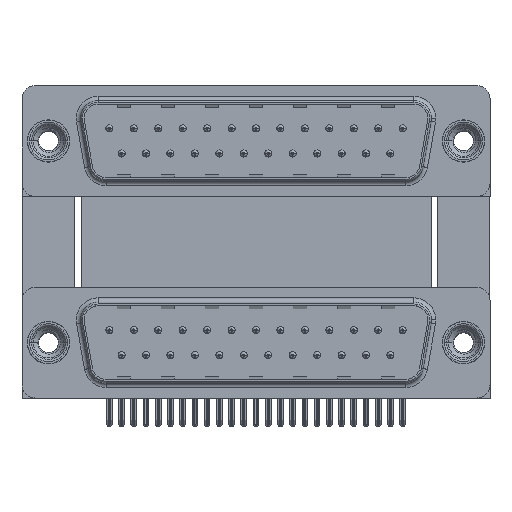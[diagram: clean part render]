
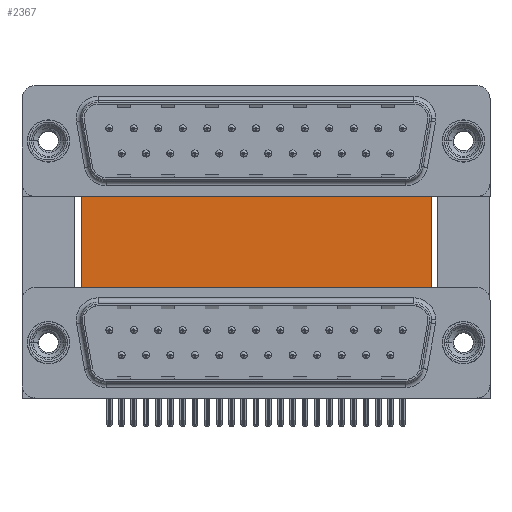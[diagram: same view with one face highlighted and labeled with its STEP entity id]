
A CAD part, top view. The second image highlights one B-rep face of the part: STEP entity #2367.
In plain terms, the highlighted planar face has unit normal (0, 0, 1).
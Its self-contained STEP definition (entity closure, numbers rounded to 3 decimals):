
#286 = CARTESIAN_POINT ( 'NONE',  ( 3.79, 16.585, -12. ) ) ;
#2284 = DIRECTION ( 'NONE',  ( 1., 0., 0. ) ) ;
#2367 = ADVANCED_FACE ( 'NONE', ( #7549 ), #4718, .F. ) ;
#3301 = DIRECTION ( 'NONE',  ( 1., 0., 0. ) ) ;
#4359 = VECTOR ( 'NONE', #11852, 1000. ) ;
#4502 = DIRECTION ( 'NONE',  ( 0., 0., -1. ) ) ;
#4589 = EDGE_LOOP ( 'NONE', ( #21100, #7417, #23124, #41201 ) ) ;
#4718 = PLANE ( 'NONE',  #28943 ) ;
#5309 = EDGE_CURVE ( 'NONE', #34431, #38447, #6220, .T. ) ;
#6220 = LINE ( 'NONE', #26130, #30710 ) ;
#6758 = CARTESIAN_POINT ( 'NONE',  ( 3.79, -3.735, -12. ) ) ;
#7417 = ORIENTED_EDGE ( 'NONE', *, *, #5309, .F. ) ;
#7549 = FACE_OUTER_BOUND ( 'NONE', #4589, .T. ) ;
#10629 = LINE ( 'NONE', #41500, #4359 ) ;
#11852 = DIRECTION ( 'NONE',  ( 0., -1., 0. ) ) ;
#14231 = DIRECTION ( 'NONE',  ( -1., 0., 0. ) ) ;
#15106 = EDGE_CURVE ( 'NONE', #38999, #34431, #29536, .T. ) ;
#18334 = CARTESIAN_POINT ( 'NONE',  ( 43.43, -3.735, -12. ) ) ;
#18757 = CARTESIAN_POINT ( 'NONE',  ( 3.79, 16.585, -12. ) ) ;
#20398 = EDGE_CURVE ( 'NONE', #41732, #38447, #39634, .T. ) ;
#21100 = ORIENTED_EDGE ( 'NONE', *, *, #20398, .T. ) ;
#23124 = ORIENTED_EDGE ( 'NONE', *, *, #15106, .F. ) ;
#23289 = EDGE_CURVE ( 'NONE', #38999, #41732, #10629, .T. ) ;
#26130 = CARTESIAN_POINT ( 'NONE',  ( 43.43, 16.585, -12. ) ) ;
#27339 = VECTOR ( 'NONE', #2284, 1000. ) ;
#28943 = AXIS2_PLACEMENT_3D ( 'NONE', #40409, #4502, #14231 ) ;
#29536 = LINE ( 'NONE', #18757, #27339 ) ;
#30226 = DIRECTION ( 'NONE',  ( 0., -1., 0. ) ) ;
#30710 = VECTOR ( 'NONE', #30226, 1000. ) ;
#32296 = CARTESIAN_POINT ( 'NONE',  ( 43.43, 16.585, -12. ) ) ;
#34431 = VERTEX_POINT ( 'NONE', #32296 ) ;
#38188 = VECTOR ( 'NONE', #3301, 1000. ) ;
#38447 = VERTEX_POINT ( 'NONE', #18334 ) ;
#38999 = VERTEX_POINT ( 'NONE', #286 ) ;
#39634 = LINE ( 'NONE', #6758, #38188 ) ;
#39743 = CARTESIAN_POINT ( 'NONE',  ( 3.79, -3.735, -12. ) ) ;
#40409 = CARTESIAN_POINT ( 'NONE',  ( 3.79, 16.585, -12. ) ) ;
#41201 = ORIENTED_EDGE ( 'NONE', *, *, #23289, .T. ) ;
#41500 = CARTESIAN_POINT ( 'NONE',  ( 3.79, 16.585, -12. ) ) ;
#41732 = VERTEX_POINT ( 'NONE', #39743 ) ;
